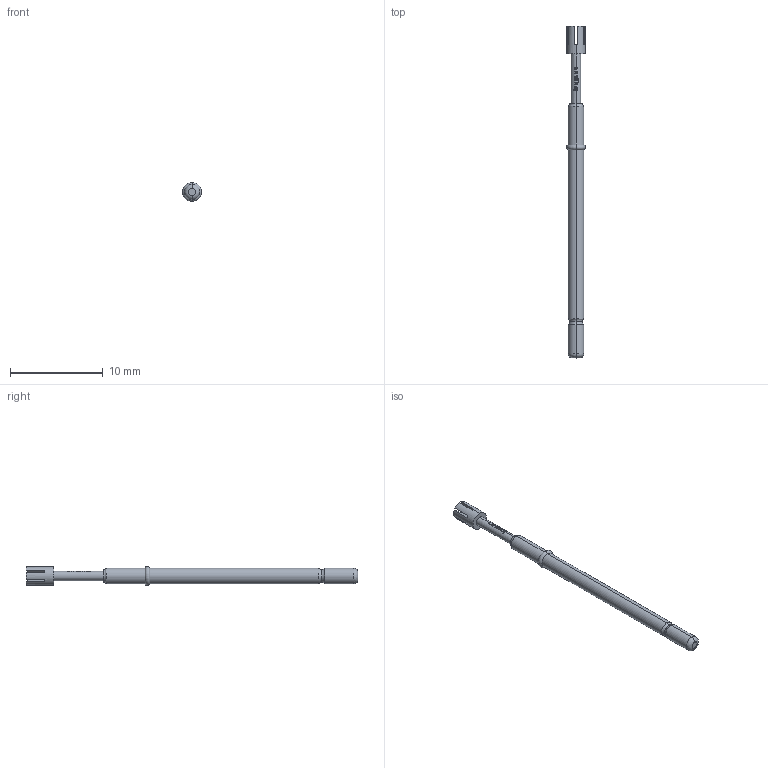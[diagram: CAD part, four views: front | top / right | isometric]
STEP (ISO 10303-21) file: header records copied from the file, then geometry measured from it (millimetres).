
FILE_DESCRIPTION (( 'STEP AP203' ), '1' );
FILE_NAME ('INGUN_GKS-112_319_200_X_xx05_0.STEP', '2017-11-20T10:53:39', ( '' ), ( '' ), 'SwSTEP 2.0', 'SolidWorks 2016', '' );
FILE_SCHEMA (( 'CONFIG_CONTROL_DESIGN' ));
Length unit declared in the file: millimetre
Products named in the file (2): INGUN_GKS-112_319_200_X_xx05_0
Bounding box: 2.03 x 35.7 x 2.03 mm (x, y, z)
Volume: 68.8 mm3; surface area: 199.4 mm2
Topology: 1 solids, 1 shells, 129 faces, 358 edges, 234 vertices
Faces by surface type: plane 56, cylinder 29, bspline 22, cone 12, torus 10
Entity records: 4599 total; most frequent: CARTESIAN_POINT 1303, ORIENTED_EDGE 716, DIRECTION 596, EDGE_CURVE 358, AXIS2_PLACEMENT_3D 239, VERTEX_POINT 234, EDGE_LOOP 132, CIRCLE 130
